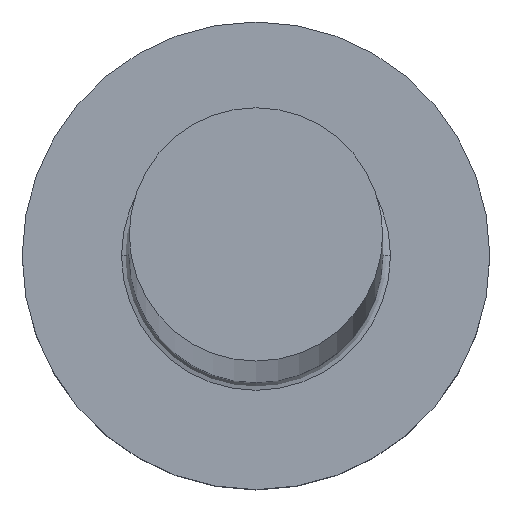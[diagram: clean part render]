
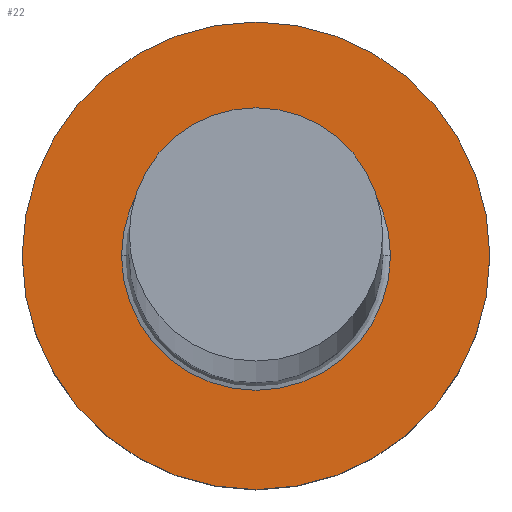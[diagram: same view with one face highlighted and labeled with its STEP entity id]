
A CAD part, top view. The second image highlights one B-rep face of the part: STEP entity #22.
In plain terms, the highlighted planar face has unit normal (0, 0, 1).
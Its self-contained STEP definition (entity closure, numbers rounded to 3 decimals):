
#1 = DIRECTION ( 'NONE',  ( 0., 0., 1. ) ) ;
#8 = AXIS2_PLACEMENT_3D ( 'NONE', #214, #1, #24 ) ;
#10 = CIRCLE ( 'NONE', #91, 3.45 ) ;
#22 = ADVANCED_FACE ( 'NONE', ( #152, #192 ), #185, .T. ) ;
#24 = DIRECTION ( 'NONE',  ( 1., 0., 0. ) ) ;
#30 = EDGE_CURVE ( 'NONE', #283, #77, #107, .T. ) ;
#31 = AXIS2_PLACEMENT_3D ( 'NONE', #293, #55, #156 ) ;
#46 = EDGE_CURVE ( 'NONE', #77, #283, #112, .T. ) ;
#55 = DIRECTION ( 'NONE',  ( 0., 0., -1. ) ) ;
#57 = DIRECTION ( 'NONE',  ( 1., 0., 0. ) ) ;
#76 = EDGE_LOOP ( 'NONE', ( #166, #251 ) ) ;
#77 = VERTEX_POINT ( 'NONE', #206 ) ;
#78 = CARTESIAN_POINT ( 'NONE',  ( 3.45, 0., 5. ) ) ;
#91 = AXIS2_PLACEMENT_3D ( 'NONE', #270, #105, #57 ) ;
#105 = DIRECTION ( 'NONE',  ( 0., 0., -1. ) ) ;
#107 = CIRCLE ( 'NONE', #271, 6. ) ;
#112 = CIRCLE ( 'NONE', #8, 6. ) ;
#120 = EDGE_LOOP ( 'NONE', ( #145, #230 ) ) ;
#121 = VERTEX_POINT ( 'NONE', #216 ) ;
#145 = ORIENTED_EDGE ( 'NONE', *, *, #30, .T. ) ;
#152 = FACE_BOUND ( 'NONE', #76, .T. ) ;
#156 = DIRECTION ( 'NONE',  ( 1., 0., 0. ) ) ;
#166 = ORIENTED_EDGE ( 'NONE', *, *, #274, .T. ) ;
#185 = PLANE ( 'NONE',  #243 ) ;
#192 = FACE_OUTER_BOUND ( 'NONE', #120, .T. ) ;
#206 = CARTESIAN_POINT ( 'NONE',  ( 6., 0., 5. ) ) ;
#210 = DIRECTION ( 'NONE',  ( 1., 0., 0. ) ) ;
#214 = CARTESIAN_POINT ( 'NONE',  ( 0., 0., 5. ) ) ;
#216 = CARTESIAN_POINT ( 'NONE',  ( -3.45, 0., 5. ) ) ;
#226 = DIRECTION ( 'NONE',  ( 0., 0., 1. ) ) ;
#230 = ORIENTED_EDGE ( 'NONE', *, *, #46, .T. ) ;
#234 = DIRECTION ( 'NONE',  ( 0., 0., 1. ) ) ;
#239 = CIRCLE ( 'NONE', #31, 3.45 ) ;
#242 = CARTESIAN_POINT ( 'NONE',  ( -6., 0., 5. ) ) ;
#243 = AXIS2_PLACEMENT_3D ( 'NONE', #292, #234, #210 ) ;
#251 = ORIENTED_EDGE ( 'NONE', *, *, #290, .T. ) ;
#270 = CARTESIAN_POINT ( 'NONE',  ( 0., 0., 5. ) ) ;
#271 = AXIS2_PLACEMENT_3D ( 'NONE', #281, #226, #302 ) ;
#274 = EDGE_CURVE ( 'NONE', #285, #121, #239, .T. ) ;
#281 = CARTESIAN_POINT ( 'NONE',  ( 0., 0., 5. ) ) ;
#283 = VERTEX_POINT ( 'NONE', #242 ) ;
#285 = VERTEX_POINT ( 'NONE', #78 ) ;
#290 = EDGE_CURVE ( 'NONE', #121, #285, #10, .T. ) ;
#292 = CARTESIAN_POINT ( 'NONE',  ( 0., 0., 5. ) ) ;
#293 = CARTESIAN_POINT ( 'NONE',  ( 0., 0., 5. ) ) ;
#302 = DIRECTION ( 'NONE',  ( 1., 0., 0. ) ) ;
